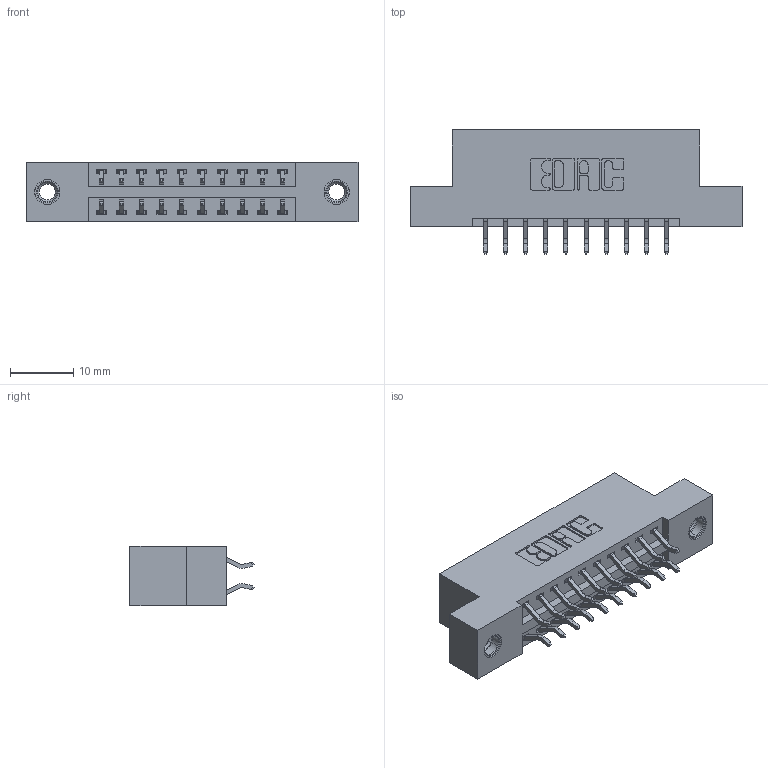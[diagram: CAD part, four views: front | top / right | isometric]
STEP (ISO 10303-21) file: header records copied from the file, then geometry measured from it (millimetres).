
FILE_DESCRIPTION (( 'STEP AP203' ), '1' );
FILE_NAME ('396-020-556-207.STEP', '2019-10-30T03:30:49', ( '' ), ( '' ), 'SwSTEP 2.0', 'SolidWorks 2016', '' );
FILE_SCHEMA (( 'CONFIG_CONTROL_DESIGN' ));
Length unit declared in the file: inch
Products named in the file (4): 396-020-556-207; 345-250-001_345-250-005-103; 346 Part_Flush Mounting Lugs - 0.156 Dia-TI; 345-292-001_556 Tail
Assembly tree (23 placements, depth 2):
  396-020-556-207
    346 Part_Flush Mounting Lugs - 0.156 Dia-TI
    345-292-001_556 Tail  x20
    345-250-001_345-250-005-103  x2
Bounding box: 52.32 x 19.57 x 9.4 mm (x, y, z)
Volume: 4839.4 mm3; surface area: 6164.3 mm2
Topology: 23 solids, 23 shells, 1342 faces, 3925 edges, 2582 vertices
Faces by surface type: plane 888, cylinder 438, cone 12, torus 4
Entity records: 12240 total; most frequent: CARTESIAN_POINT 2059, ORIENTED_EDGE 1974, DIRECTION 1881, EDGE_CURVE 987, VECTOR 787, LINE 787, VERTEX_POINT 652, AXIS2_PLACEMENT_3D 547
